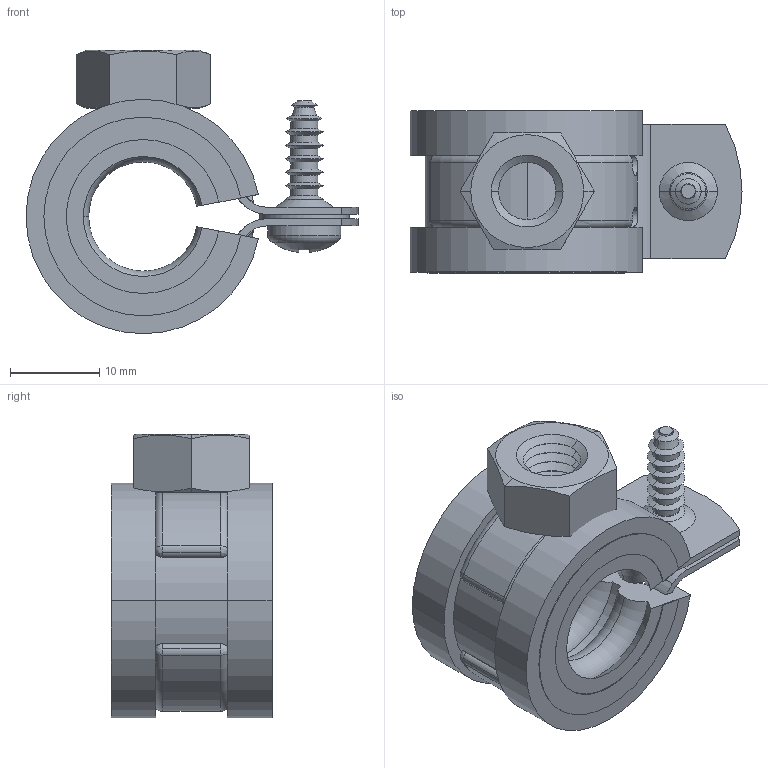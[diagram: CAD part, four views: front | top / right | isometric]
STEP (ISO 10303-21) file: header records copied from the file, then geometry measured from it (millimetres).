
FILE_DESCRIPTION((''),'2;1');
FILE_NAME('41084.stp','2007-07-23T10:29:03',(''),(''),'Mechanical Desktop.R8.0.24.0','Mechanical Desktop.R8.0.24.0',', , ');
FILE_SCHEMA(('CONFIG_CONTROL_DESIGN'));
Length unit declared in the file: millimetre
Products named in the file (14): 41084; SCHELLE15X0; ~~TEIL1; UVS10; ~~~TEIL1; B4,2X14; ~TEIL1; MUTTERM8-DIN934; ~~~~TEIL1; 08-231; TEIL1; STREIFEN; ~~~~~TEIL1; LAYER
Assembly tree (13 placements, depth 3):
  41084
    SCHELLE15X0
      ~~TEIL1
    UVS10
      ~~~TEIL1
    B4,2X14
      ~TEIL1
    MUTTERM8-DIN934
      ~~~~TEIL1
    08-231
      TEIL1
    STREIFEN
      ~~~~~TEIL1
    LAYER
Bounding box: 37.1 x 18.1 x 31.68 mm (x, y, z)
Volume: 6519.2 mm3; surface area: 9077.1 mm2
Topology: 6 solids, 6 shells, 261 faces, 668 edges, 412 vertices
Faces by surface type: cylinder 100, cone 72, plane 45, torus 30, bspline 14
Entity records: 9611 total; most frequent: CARTESIAN_POINT 3053, DIRECTION 1376, ORIENTED_EDGE 1336, EDGE_CURVE 668, AXIS2_PLACEMENT_3D 563, VERTEX_POINT 412, CIRCLE 302, EDGE_LOOP 270
